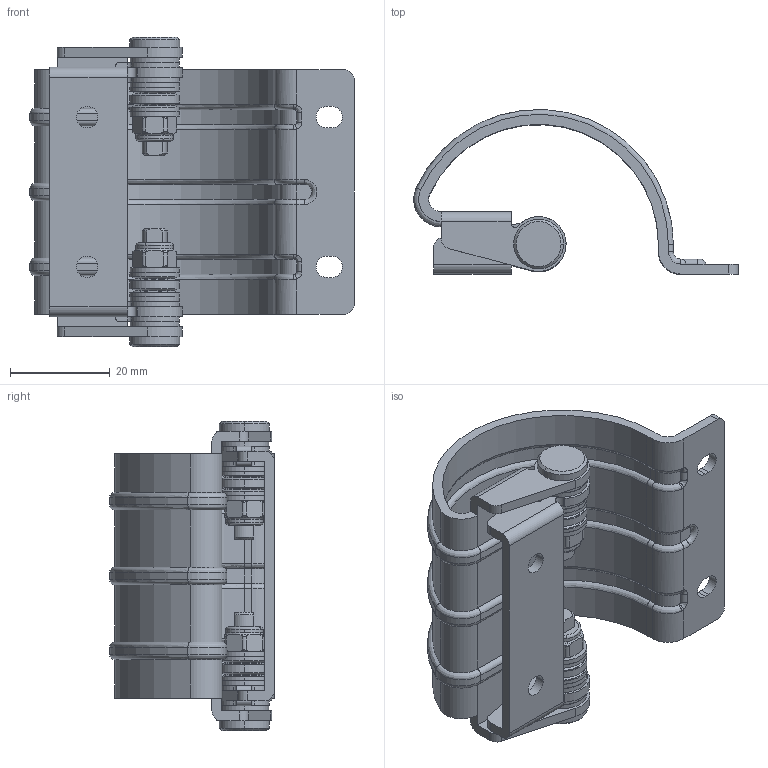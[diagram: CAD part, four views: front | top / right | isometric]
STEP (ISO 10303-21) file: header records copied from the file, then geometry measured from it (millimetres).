
FILE_DESCRIPTION( (''), '2;1');
FILE_NAME ('PC3523.1504.TH_190E_2_1.0_21438.stp','2025-12-22T18:20:22',(''),(''),'spGate 20.6.3 (****-****-****-****)','','');
FILE_SCHEMA (('AUTOMOTIVE_DESIGN'));
Length unit declared in the file: millimetre
Products named in the file (3): Assembly; ヒンジピース(A); ヒンジピース(B)
Assembly tree (2 placements, depth 2):
  Assembly
    ヒンジピース(A)
    ヒンジピース(B)
Bounding box: 65.01 x 32.97 x 62 mm (x, y, z)
Volume: 16166.9 mm3; surface area: 17384.8 mm2
Topology: 2 solids, 2 shells, 426 faces, 1022 edges, 624 vertices
Faces by surface type: cylinder 172, bspline 134, plane 116, sphere 4
Entity records: 22700 total; most frequent: CARTESIAN_POINT 5040, ORIENTED_EDGE 2036, DIRECTION 1858, COLOUR_RGB 1446, PRESENTATION_STYLE_ASSIGNMENT 1446, STYLED_ITEM 1446, EDGE_CURVE 1018, DRAUGHTING_PRE_DEFINED_CURVE_FONT 1018
